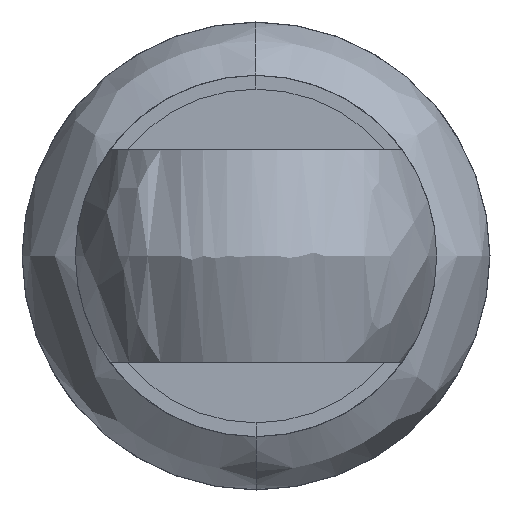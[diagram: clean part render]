
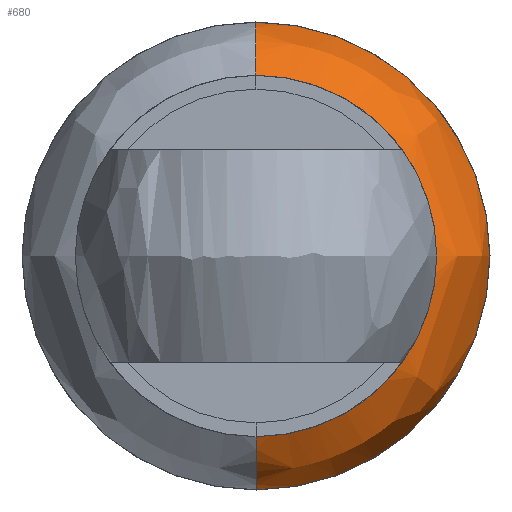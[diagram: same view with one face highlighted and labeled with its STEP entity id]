
A CAD part, left-side view. The second image highlights one B-rep face of the part: STEP entity #680.
In plain terms, the highlighted free-form (B-spline) face has degree [3, 3] with [4, 4] control points.
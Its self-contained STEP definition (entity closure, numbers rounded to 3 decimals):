
#108 = CARTESIAN_POINT ( 'NONE',  ( 5.169, 0., -11.01 ) ) ;
#135 = CARTESIAN_POINT ( 'NONE',  ( 5.169, 0., 11.01 ) ) ;
#139 = CARTESIAN_POINT ( 'NONE',  ( 5.169, 0., 11.01 ) ) ;
#147 = DIRECTION ( 'NONE',  ( 0., 0., -1. ) ) ;
#153 = CARTESIAN_POINT ( 'NONE',  ( 1., 0., 0. ) ) ;
#161 = DIRECTION ( 'NONE',  ( 1., 0., 0. ) ) ;
#417 = CARTESIAN_POINT ( 'NONE',  ( 1., 0., 7.849 ) ) ;
#418 = VERTEX_POINT ( 'NONE', #1561 ) ;
#437 = CARTESIAN_POINT ( 'NONE',  ( 5.169, 0., -6.68 ) ) ;
#458 = EDGE_CURVE ( 'NONE', #1354, #1760, #1352, .T. ) ;
#473 = EDGE_CURVE ( 'NONE', #1354, #1311, #1466, .T. ) ;
#476 = CARTESIAN_POINT ( 'NONE',  ( 5.169, 0., 6.68 ) ) ;
#486 = EDGE_CURVE ( 'NONE', #1311, #418, #534, .T. ) ;
#534 = CIRCLE ( 'NONE', #941, 7.849 ) ;
#536 = ORIENTED_EDGE ( 'NONE', *, *, #473, .T. ) ;
#573 = CARTESIAN_POINT ( 'NONE',  ( 3.152, 0., -11.01 ) ) ;
#588 = CARTESIAN_POINT ( 'NONE',  ( 1., -15.699, -7.849 ) ) ;
#679 = EDGE_CURVE ( 'NONE', #1760, #418, #924, .T. ) ;
#680 = ADVANCED_FACE ( 'NONE', ( #1488 ), #846, .T. ) ;
#724 = CARTESIAN_POINT ( 'NONE',  ( 3.152, 0., 11.01 ) ) ;
#760 = DIRECTION ( 'NONE',  ( 0., 1., 0. ) ) ;
#791 = ORIENTED_EDGE ( 'NONE', *, *, #486, .T. ) ;
#846 =( BOUNDED_SURFACE ( )  B_SPLINE_SURFACE ( 3, 3, ( 
 ( #135, #2000, #1831, #1517 ),
 ( #724, #1180, #1991, #573 ),
 ( #1355, #1661, #1188, #2007 ),
 ( #417, #1032, #588, #1524 ) ),
 .UNSPECIFIED., .F., .F., .F. ) 
 B_SPLINE_SURFACE_WITH_KNOTS ( ( 4, 4 ),
 ( 4, 4 ),
 ( 0., 1. ),
 ( 0., 1. ),
 .UNSPECIFIED. ) 
 GEOMETRIC_REPRESENTATION_ITEM ( )  RATIONAL_B_SPLINE_SURFACE ( (
 ( 1., 0.333, 0.333, 1.),
 ( 0.865, 0.288, 0.288, 0.865),
 ( 0.865, 0.288, 0.288, 0.865),
 ( 1., 0.333, 0.333, 1.) ) ) 
 REPRESENTATION_ITEM ( '' )  SURFACE ( )  );
#924 = CIRCLE ( 'NONE', #1954, 4.33 ) ;
#941 = AXIS2_PLACEMENT_3D ( 'NONE', #153, #1244, #1553 ) ;
#1032 = CARTESIAN_POINT ( 'NONE',  ( 1., -15.699, 7.849 ) ) ;
#1034 = CARTESIAN_POINT ( 'NONE',  ( 1., 0., 7.849 ) ) ;
#1180 = CARTESIAN_POINT ( 'NONE',  ( 3.152, -22.02, 11.01 ) ) ;
#1188 = CARTESIAN_POINT ( 'NONE',  ( 1.545, -19.583, -9.791 ) ) ;
#1244 = DIRECTION ( 'NONE',  ( 1., 0., 0. ) ) ;
#1311 = VERTEX_POINT ( 'NONE', #1034 ) ;
#1352 = CIRCLE ( 'NONE', #1516, 11.01 ) ;
#1354 = VERTEX_POINT ( 'NONE', #139 ) ;
#1355 = CARTESIAN_POINT ( 'NONE',  ( 1.545, 0., 9.791 ) ) ;
#1369 = DIRECTION ( 'NONE',  ( 0., 0., -1. ) ) ;
#1466 = CIRCLE ( 'NONE', #1823, 4.33 ) ;
#1488 = FACE_OUTER_BOUND ( 'NONE', #1628, .T. ) ;
#1516 = AXIS2_PLACEMENT_3D ( 'NONE', #1728, #161, #147 ) ;
#1517 = CARTESIAN_POINT ( 'NONE',  ( 5.169, 0., -11.01 ) ) ;
#1524 = CARTESIAN_POINT ( 'NONE',  ( 1., 0., -7.849 ) ) ;
#1534 = DIRECTION ( 'NONE',  ( 0., -1., 0. ) ) ;
#1553 = DIRECTION ( 'NONE',  ( 0., 0., -1. ) ) ;
#1561 = CARTESIAN_POINT ( 'NONE',  ( 1., 0., -7.849 ) ) ;
#1628 = EDGE_LOOP ( 'NONE', ( #1646, #536, #791, #1970 ) ) ;
#1646 = ORIENTED_EDGE ( 'NONE', *, *, #458, .F. ) ;
#1661 = CARTESIAN_POINT ( 'NONE',  ( 1.545, -19.583, 9.791 ) ) ;
#1728 = CARTESIAN_POINT ( 'NONE',  ( 5.169, 0., 0. ) ) ;
#1760 = VERTEX_POINT ( 'NONE', #108 ) ;
#1823 = AXIS2_PLACEMENT_3D ( 'NONE', #476, #1534, #1876 ) ;
#1831 = CARTESIAN_POINT ( 'NONE',  ( 5.169, -22.02, -11.01 ) ) ;
#1876 = DIRECTION ( 'NONE',  ( 0., 0., 1. ) ) ;
#1954 = AXIS2_PLACEMENT_3D ( 'NONE', #437, #760, #1369 ) ;
#1970 = ORIENTED_EDGE ( 'NONE', *, *, #679, .F. ) ;
#1991 = CARTESIAN_POINT ( 'NONE',  ( 3.152, -22.02, -11.01 ) ) ;
#2000 = CARTESIAN_POINT ( 'NONE',  ( 5.169, -22.02, 11.01 ) ) ;
#2007 = CARTESIAN_POINT ( 'NONE',  ( 1.545, 0., -9.791 ) ) ;
